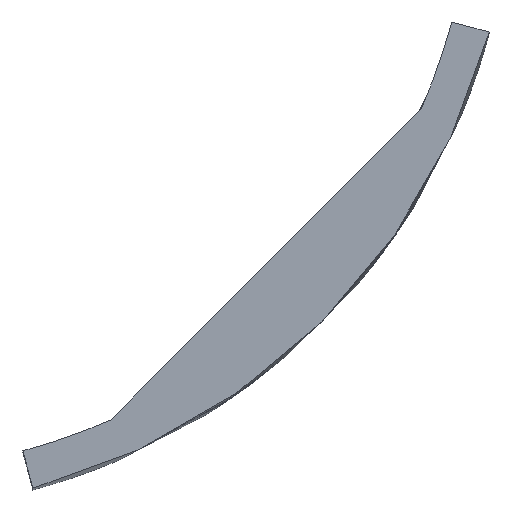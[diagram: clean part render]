
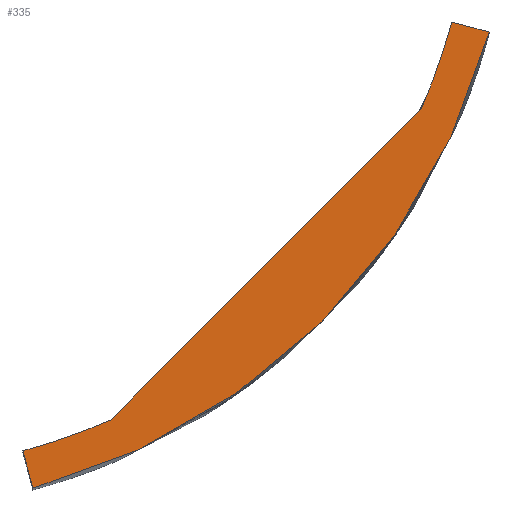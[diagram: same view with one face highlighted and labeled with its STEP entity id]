
A CAD part, top view. The second image highlights one B-rep face of the part: STEP entity #335.
In plain terms, the highlighted planar face has unit normal (0, 0, 1).
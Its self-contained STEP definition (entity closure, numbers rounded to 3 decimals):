
#49 = CARTESIAN_POINT ( 'NONE',  ( 49.568, -49.568, 150. ) ) ;
#54 = EDGE_CURVE ( 'NONE', #1409, #939, #705, .T. ) ;
#60 = ORIENTED_EDGE ( 'NONE', *, *, #359, .T. ) ;
#83 = LINE ( 'NONE', #1161, #1030 ) ;
#90 = ORIENTED_EDGE ( 'NONE', *, *, #647, .F. ) ;
#112 = ORIENTED_EDGE ( 'NONE', *, *, #1587, .T. ) ;
#119 = DIRECTION ( 'NONE',  ( 0., 0., 1. ) ) ;
#125 = ORIENTED_EDGE ( 'NONE', *, *, #703, .F. ) ;
#153 = EDGE_LOOP ( 'NONE', ( #90, #60, #112, #492, #125, #495 ) ) ;
#214 = AXIS2_PLACEMENT_3D ( 'NONE', #1035, #1001, #1324 ) ;
#215 = CARTESIAN_POINT ( 'NONE',  ( 77.274, -20.706, 150. ) ) ;
#234 = CARTESIAN_POINT ( 'NONE',  ( 0., 0., 150. ) ) ;
#256 = CARTESIAN_POINT ( 'NONE',  ( 0., 0., 150. ) ) ;
#298 = DIRECTION ( 'NONE',  ( 0.707, 0.707, 0. ) ) ;
#299 = EDGE_CURVE ( 'NONE', #1284, #623, #83, .T. ) ;
#335 = ADVANCED_FACE ( 'NONE', ( #1054 ), #1591, .T. ) ;
#359 = EDGE_CURVE ( 'NONE', #1386, #721, #379, .T. ) ;
#371 = DIRECTION ( 'NONE',  ( 1., 0., 0. ) ) ;
#379 = LINE ( 'NONE', #256, #1174 ) ;
#492 = ORIENTED_EDGE ( 'NONE', *, *, #299, .F. ) ;
#495 = ORIENTED_EDGE ( 'NONE', *, *, #54, .F. ) ;
#623 = VERTEX_POINT ( 'NONE', #215 ) ;
#647 = EDGE_CURVE ( 'NONE', #1386, #1409, #749, .T. ) ;
#703 = EDGE_CURVE ( 'NONE', #939, #1284, #891, .T. ) ;
#705 = LINE ( 'NONE', #49, #1602 ) ;
#721 = VERTEX_POINT ( 'NONE', #937 ) ;
#749 = CIRCLE ( 'NONE', #779, 75.2 ) ;
#775 = DIRECTION ( 'NONE',  ( 0., 0., 1. ) ) ;
#779 = AXIS2_PLACEMENT_3D ( 'NONE', #1188, #1045, #1560 ) ;
#792 = DIRECTION ( 'NONE',  ( 0.259, -0.966, 0. ) ) ;
#812 = AXIS2_PLACEMENT_3D ( 'NONE', #1339, #119, #1366 ) ;
#838 = CIRCLE ( 'NONE', #214, 80. ) ;
#891 = CIRCLE ( 'NONE', #812, 75.2 ) ;
#918 = AXIS2_PLACEMENT_3D ( 'NONE', #234, #775, #371 ) ;
#937 = CARTESIAN_POINT ( 'NONE',  ( 20.706, -77.274, 150. ) ) ;
#939 = VERTEX_POINT ( 'NONE', #1139 ) ;
#943 = CARTESIAN_POINT ( 'NONE',  ( 72.638, -19.463, 150. ) ) ;
#1001 = DIRECTION ( 'NONE',  ( 0., 0., 1. ) ) ;
#1030 = VECTOR ( 'NONE', #1709, 1000. ) ;
#1035 = CARTESIAN_POINT ( 'NONE',  ( 0., 0., 150. ) ) ;
#1045 = DIRECTION ( 'NONE',  ( 0., 0., 1. ) ) ;
#1054 = FACE_OUTER_BOUND ( 'NONE', #153, .T. ) ;
#1139 = CARTESIAN_POINT ( 'NONE',  ( 68.817, -30.319, 150. ) ) ;
#1161 = CARTESIAN_POINT ( 'NONE',  ( 0., 0., 150. ) ) ;
#1174 = VECTOR ( 'NONE', #792, 1000. ) ;
#1188 = CARTESIAN_POINT ( 'NONE',  ( 0., 0., 150. ) ) ;
#1255 = CARTESIAN_POINT ( 'NONE',  ( 30.319, -68.817, 150. ) ) ;
#1284 = VERTEX_POINT ( 'NONE', #943 ) ;
#1324 = DIRECTION ( 'NONE',  ( 1., 0., 0. ) ) ;
#1339 = CARTESIAN_POINT ( 'NONE',  ( 0., 0., 150. ) ) ;
#1366 = DIRECTION ( 'NONE',  ( 1., 0., 0. ) ) ;
#1386 = VERTEX_POINT ( 'NONE', #1651 ) ;
#1409 = VERTEX_POINT ( 'NONE', #1255 ) ;
#1560 = DIRECTION ( 'NONE',  ( 1., 0., 0. ) ) ;
#1587 = EDGE_CURVE ( 'NONE', #721, #623, #838, .T. ) ;
#1591 = PLANE ( 'NONE',  #918 ) ;
#1602 = VECTOR ( 'NONE', #298, 1000. ) ;
#1651 = CARTESIAN_POINT ( 'NONE',  ( 19.463, -72.638, 150. ) ) ;
#1709 = DIRECTION ( 'NONE',  ( 0.966, -0.259, 0. ) ) ;
